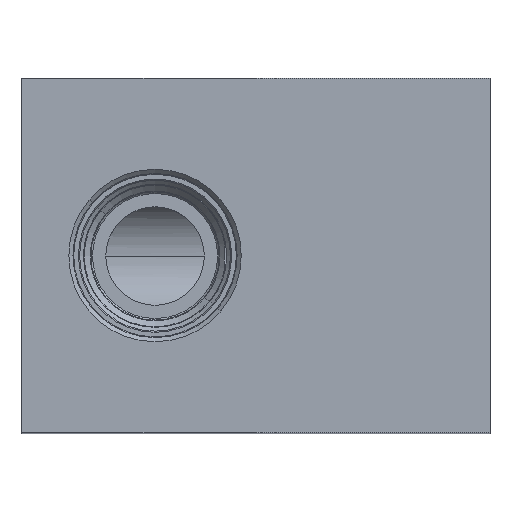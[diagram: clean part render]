
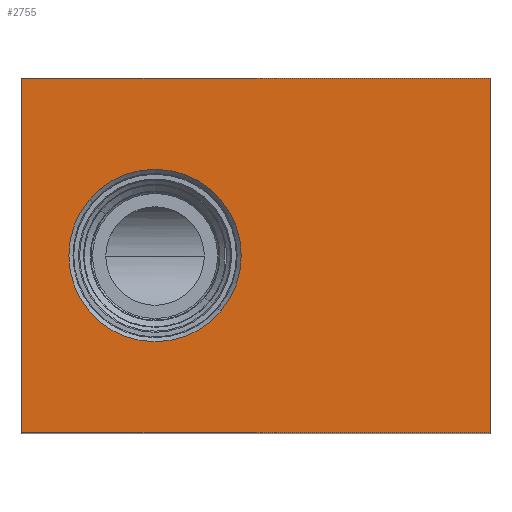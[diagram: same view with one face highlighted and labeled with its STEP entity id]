
A CAD part, top view. The second image highlights one B-rep face of the part: STEP entity #2755.
In plain terms, the highlighted planar face has unit normal (0, 0, 1).
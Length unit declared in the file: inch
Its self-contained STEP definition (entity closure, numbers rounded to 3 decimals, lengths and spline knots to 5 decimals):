
#183=DIRECTION('',(0.,-1.,0.));
#184=VECTOR('',#183,4.5);
#185=CARTESIAN_POINT('',(0.,0.,7.));
#186=LINE('',#185,#184);
#187=DIRECTION('',(-1.,0.,0.));
#188=VECTOR('',#187,5.938);
#189=CARTESIAN_POINT('',(5.938,0.,7.));
#190=LINE('',#189,#188);
#191=DIRECTION('',(0.,1.,0.));
#192=VECTOR('',#191,4.5);
#193=CARTESIAN_POINT('',(5.938,-4.5,7.));
#194=LINE('',#193,#192);
#195=DIRECTION('',(1.,0.,0.));
#196=VECTOR('',#195,5.938);
#197=CARTESIAN_POINT('',(0.,-4.5,7.));
#198=LINE('',#197,#196);
#199=CARTESIAN_POINT('',(1.688,-2.25,7.));
#200=DIRECTION('',(0.,0.,-1.));
#201=DIRECTION('',(-0.766,0.643,0.));
#202=AXIS2_PLACEMENT_3D('',#199,#200,#201);
#204=CARTESIAN_POINT('',(1.688,-2.25,7.));
#205=DIRECTION('',(0.,0.,-1.));
#206=DIRECTION('',(0.766,-0.643,0.));
#207=AXIS2_PLACEMENT_3D('',#204,#205,#206);
#2173=CARTESIAN_POINT('',(0.,0.,7.));
#2174=CARTESIAN_POINT('',(0.,-4.5,7.));
#2175=VERTEX_POINT('',#2173);
#2176=VERTEX_POINT('',#2174);
#2177=CARTESIAN_POINT('',(5.938,-4.5,7.));
#2178=VERTEX_POINT('',#2177);
#2179=CARTESIAN_POINT('',(5.938,0.,7.));
#2180=VERTEX_POINT('',#2179);
#2223=CARTESIAN_POINT('',(2.52605,-2.95321,7.));
#2225=VERTEX_POINT('',#2223);
#2237=CARTESIAN_POINT('',(0.84995,-1.54679,7.));
#2238=VERTEX_POINT('',#2237);
#2738=CARTESIAN_POINT('',(0.,0.,7.));
#2739=DIRECTION('',(0.,0.,1.));
#2740=DIRECTION('',(1.,0.,0.));
#2741=AXIS2_PLACEMENT_3D('',#2738,#2739,#2740);
#2742=PLANE('',#2741);
#2743=ORIENTED_EDGE('',*,*,#2606,.F.);
#2744=ORIENTED_EDGE('',*,*,#2657,.F.);
#2745=ORIENTED_EDGE('',*,*,#2683,.F.);
#2746=ORIENTED_EDGE('',*,*,#2726,.F.);
#2747=EDGE_LOOP('',(#2743,#2744,#2745,#2746));
#2748=FACE_OUTER_BOUND('',#2747,.F.);
#2750=ORIENTED_EDGE('',*,*,#2749,.F.);
#2752=ORIENTED_EDGE('',*,*,#2751,.F.);
#2753=EDGE_LOOP('',(#2750,#2752));
#2754=FACE_BOUND('',#2753,.F.);
#2755=ADVANCED_FACE('',(#2748,#2754),#2742,.T.);
#203=CIRCLE('',#202,1.094);
#208=CIRCLE('',#207,1.094);
#2606=EDGE_CURVE('',#2175,#2176,#186,.T.);
#2657=EDGE_CURVE('',#2180,#2175,#190,.T.);
#2683=EDGE_CURVE('',#2178,#2180,#194,.T.);
#2726=EDGE_CURVE('',#2176,#2178,#198,.T.);
#2749=EDGE_CURVE('',#2238,#2225,#203,.T.);
#2751=EDGE_CURVE('',#2225,#2238,#208,.T.);
